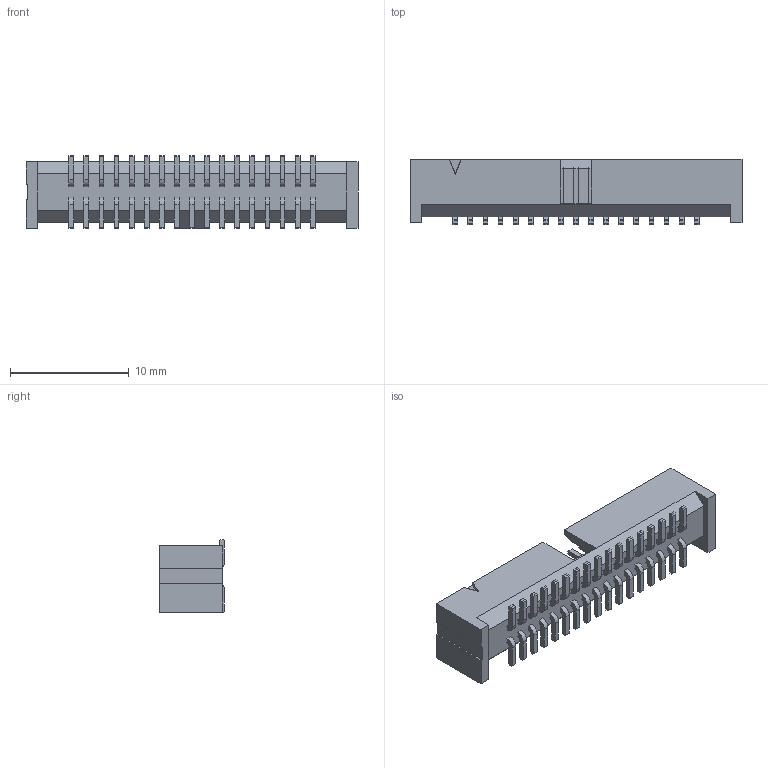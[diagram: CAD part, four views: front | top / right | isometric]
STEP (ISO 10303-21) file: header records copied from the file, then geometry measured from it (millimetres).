
FILE_DESCRIPTION(/* description */ ('STEP AP214'),/* implementation_level */ '2;1');
FILE_NAME(/* name */ 'SHF-117-01-L-D-SM',/* time_stamp */ '2023-06-28T18:43:08+02:00',/* author */ ('License CC BY-ND 4.0'),/* organization */ ('CADENAS'),/* preprocessor_version */ 'ST-DEVELOPER v19.3',/* originating_system */ 'PARTsolutions',/* authorisation */ ' ');
FILE_SCHEMA (('AUTOMOTIVE_DESIGN {1 0 10303 214 3 1 1}'));
Length unit declared in the file: inch
Products named in the file (4): SHF-117-01-L-D-SM; T-1S71-02-17-D-SM; SHF-First_Position_Indicator; SHF-117-01-D_header
Assembly tree (3 placements, depth 2):
  SHF-117-01-L-D-SM
    T-1S71-02-17-D-SM
    SHF-First_Position_Indicator
    SHF-117-01-D_header
Bounding box: 27.94 x 5.46 x 6.1 mm (x, y, z)
Volume: 365.7 mm3; surface area: 1239.9 mm2
Topology: 3 solids, 3 shells, 588 faces, 1742 edges, 1160 vertices
Faces by surface type: plane 520, cylinder 68
Entity records: 19475 total; most frequent: CARTESIAN_POINT 3494, ORIENTED_EDGE 3484, DIRECTION 3062, EDGE_CURVE 1742, LINE 1606, VECTOR 1606, VERTEX_POINT 1160, AXIS2_PLACEMENT_3D 728
